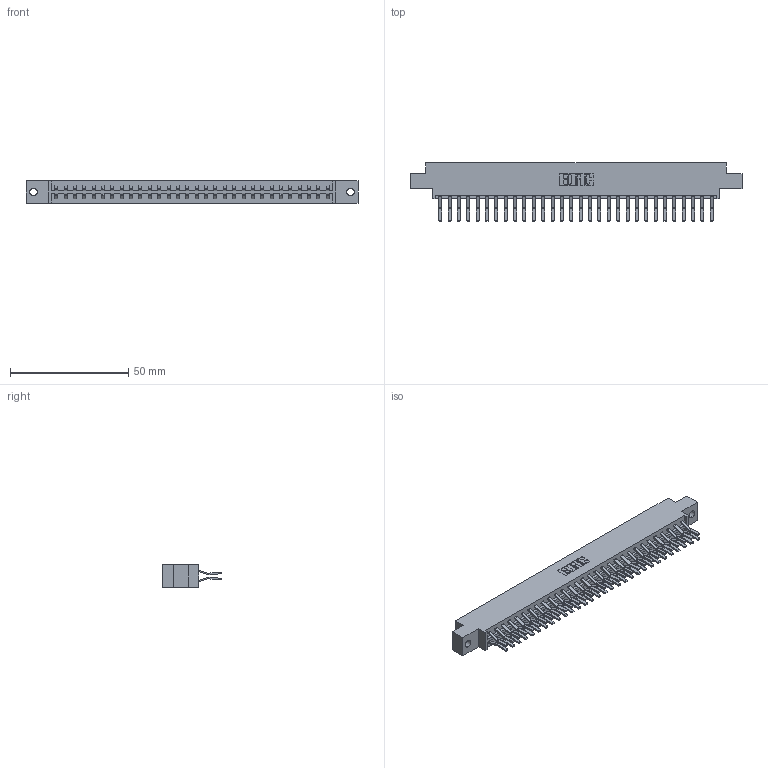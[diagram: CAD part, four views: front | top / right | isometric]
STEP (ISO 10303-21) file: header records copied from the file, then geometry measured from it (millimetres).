
FILE_DESCRIPTION (( 'STEP AP203' ), '1' );
FILE_NAME ('833-060-560-802.STEP', '2020-06-05T04:54:24', ( '' ), ( '' ), 'SwSTEP 2.0', 'SolidWorks 2020', '' );
FILE_SCHEMA (( 'CONFIG_CONTROL_DESIGN' ));
Length unit declared in the file: inch
Products named in the file (3): 833 Part_Offset - .128 Dia; 345-292-001_560 Tail; 833-060-560-802
Assembly tree (61 placements, depth 2):
  833-060-560-802
    833 Part_Offset - .128 Dia
    345-292-001_560 Tail  x60
Bounding box: 140.41 x 24.78 x 9.4 mm (x, y, z)
Volume: 14351.8 mm3; surface area: 17907.8 mm2
Topology: 61 solids, 61 shells, 3358 faces, 9983 edges, 6574 vertices
Faces by surface type: plane 2234, cylinder 1124
Entity records: 21075 total; most frequent: CARTESIAN_POINT 3510, ORIENTED_EDGE 3446, DIRECTION 3023, EDGE_CURVE 1723, LINE 1591, VECTOR 1591, VERTEX_POINT 1146, AXIS2_PLACEMENT_3D 716
